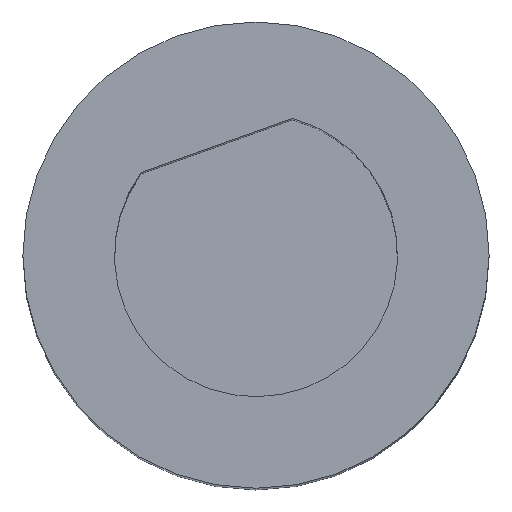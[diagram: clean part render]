
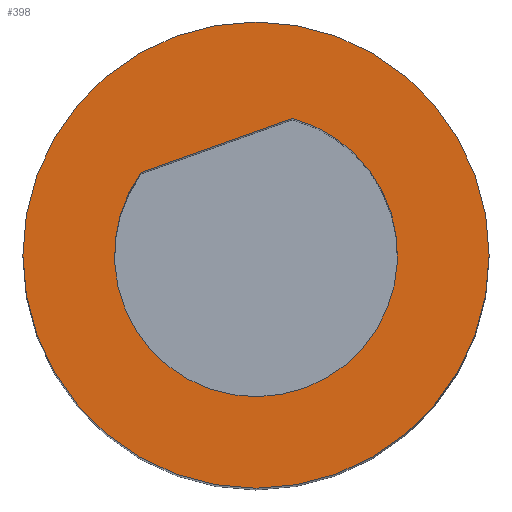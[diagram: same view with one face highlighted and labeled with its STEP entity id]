
A CAD part, top view. The second image highlights one B-rep face of the part: STEP entity #398.
In plain terms, the highlighted planar face has unit normal (0, 0, 1).
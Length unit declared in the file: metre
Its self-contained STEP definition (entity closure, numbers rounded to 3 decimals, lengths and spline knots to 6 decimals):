
#13=PLANE('',#439);
#32=LINE('',#617,#68);
#68=VECTOR('',#490,1.);
#111=ORIENTED_EDGE('',*,*,#217,.F.);
#112=ORIENTED_EDGE('',*,*,#220,.T.);
#113=ORIENTED_EDGE('',*,*,#221,.T.);
#217=EDGE_CURVE('',#274,#275,#312,.T.);
#220=EDGE_CURVE('',#274,#275,#32,.T.);
#221=EDGE_CURVE('',#276,#276,#313,.T.);
#274=VERTEX_POINT('',#611);
#275=VERTEX_POINT('',#613);
#276=VERTEX_POINT('',#620);
#312=CIRCLE('',#434,0.002125);
#313=CIRCLE('',#437,0.0035);
#336=EDGE_LOOP('',(#111,#112));
#337=EDGE_LOOP('',(#113));
#364=FACE_BOUND('',#336,.T.);
#365=FACE_BOUND('',#337,.T.);
#398=ADVANCED_FACE('',(#364,#365),#13,.T.);
#434=AXIS2_PLACEMENT_3D('',#612,#484,#485);
#437=AXIS2_PLACEMENT_3D('',#619,#493,#494);
#439=AXIS2_PLACEMENT_3D('',#623,#497,#498);
#484=DIRECTION('',(0.,0.,1.));
#485=DIRECTION('',(1.,0.,0.));
#490=DIRECTION('',(0.942,0.336,0.));
#493=DIRECTION('',(0.,0.,1.));
#494=DIRECTION('',(1.,0.,0.));
#497=DIRECTION('',(0.,0.,1.));
#498=DIRECTION('',(1.,0.,0.));
#611=CARTESIAN_POINT('',(-0.001724,0.001242,0.012));
#612=CARTESIAN_POINT('',(0.,0.,0.012));
#613=CARTESIAN_POINT('',(0.000546,0.002054,0.012));
#617=CARTESIAN_POINT('',(-0.000589,0.001648,0.012));
#619=CARTESIAN_POINT('',(0.,0.,0.012));
#620=CARTESIAN_POINT('',(0.0035,0.,0.012));
#623=CARTESIAN_POINT('',(0.,0.,0.012));
